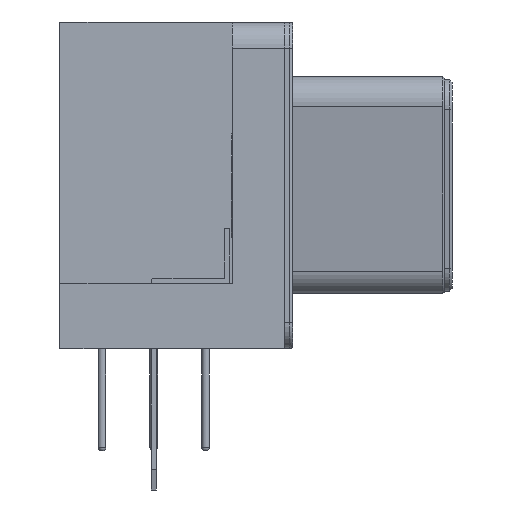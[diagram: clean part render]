
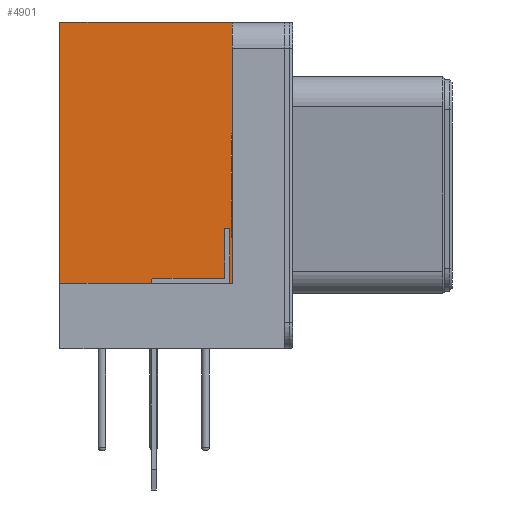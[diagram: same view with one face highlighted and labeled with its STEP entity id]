
A CAD part, left-side view. The second image highlights one B-rep face of the part: STEP entity #4901.
In plain terms, the highlighted planar face has unit normal (-1, 0, 0).
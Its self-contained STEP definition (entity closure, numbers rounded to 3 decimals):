
#37=DIRECTION('',(0.,0.,1.));
#52=DIRECTION('',(0.,1.,0.));
#113=DIRECTION('',(1.,0.,0.));
#191=DIRECTION('',(0.,1.,0.));
#524=VECTOR('',#37,1.);
#2316=VECTOR('',#191,1.);
#2636=VECTOR('',#52,1.);
#2884=VERTEX_POINT('',#2885);
#2885=CARTESIAN_POINT('',(-36.508,1.61,12.5));
#2888=ORIENTED_EDGE('',*,*,#2889,.F.);
#2889=EDGE_CURVE('',#2890,#2884,#2892,.T.);
#2890=VERTEX_POINT('',#2891);
#2891=CARTESIAN_POINT('',(-36.508,-4.99,12.5));
#2892=LINE('',#2893,#2636);
#2893=CARTESIAN_POINT('',(-36.508,-5.99,12.5));
#3666=EDGE_CURVE('',#3667,#2884,#3669,.T.);
#3667=VERTEX_POINT('',#3668);
#3668=CARTESIAN_POINT('',(-36.508,1.61,2.5));
#3669=LINE('',#3670,#524);
#3670=CARTESIAN_POINT('',(-36.508,1.61,4.375));
#4753=EDGE_CURVE('',#4754,#3667,#4756,.T.);
#4754=VERTEX_POINT('',#4755);
#4755=CARTESIAN_POINT('',(-36.508,-4.99,2.5));
#4756=LINE('',#4755,#2316);
#4896=EDGE_CURVE('',#4754,#2890,#4897,.T.);
#4897=LINE('',#4755,#524);
#4901=ADVANCED_FACE('',(#4902),#4907,.F.);
#4902=FACE_BOUND('',#4903,.F.);
#4903=EDGE_LOOP('',(#4904,#4905,#4906,#2888));
#4904=ORIENTED_EDGE('',*,*,#4896,.F.);
#4905=ORIENTED_EDGE('',*,*,#4753,.T.);
#4906=ORIENTED_EDGE('',*,*,#3666,.T.);
#4907=PLANE('',#4908);
#4908=AXIS2_PLACEMENT_3D('',#4755,#113,#37);
